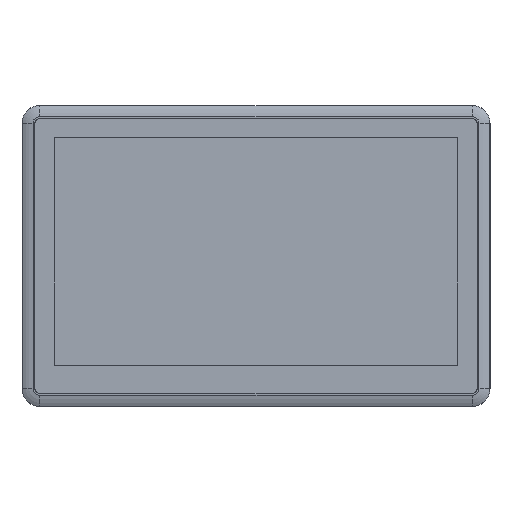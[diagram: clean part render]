
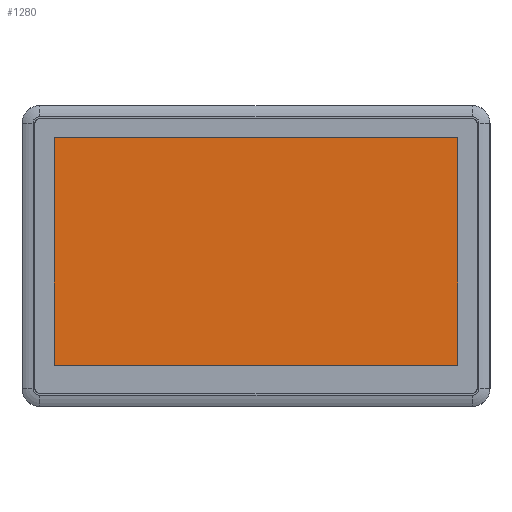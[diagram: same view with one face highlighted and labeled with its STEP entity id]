
A CAD part, top view. The second image highlights one B-rep face of the part: STEP entity #1280.
In plain terms, the highlighted planar face has unit normal (0, 0, 1).
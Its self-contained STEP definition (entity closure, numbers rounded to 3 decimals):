
#1280 = ADVANCED_FACE ( 'NONE', ( #33903 ), #11559, .T. ) ;
#1375 = EDGE_CURVE ( 'NONE', #1938, #21425, #35570, .T. ) ;
#1641 = VERTEX_POINT ( 'NONE', #3863 ) ;
#1938 = VERTEX_POINT ( 'NONE', #9049 ) ;
#3863 = CARTESIAN_POINT ( 'NONE',  ( 172.58, 101.2, 11.9 ) ) ;
#3880 = VECTOR ( 'NONE', #24269, 1000. ) ;
#8101 = AXIS2_PLACEMENT_3D ( 'NONE', #39457, #17908, #45793 ) ;
#8279 = LINE ( 'NONE', #24470, #3880 ) ;
#9049 = CARTESIAN_POINT ( 'NONE',  ( -172.58, -93.39, 11.9 ) ) ;
#11559 = PLANE ( 'NONE',  #8101 ) ;
#11617 = ORIENTED_EDGE ( 'NONE', *, *, #17685, .T. ) ;
#14025 = CARTESIAN_POINT ( 'NONE',  ( -172.58, -93.39, 11.9 ) ) ;
#15371 = CARTESIAN_POINT ( 'NONE',  ( 172.58, 101.2, 11.9 ) ) ;
#16435 = CARTESIAN_POINT ( 'NONE',  ( -172.58, 101.2, 11.9 ) ) ;
#17685 = EDGE_CURVE ( 'NONE', #21425, #1641, #20071, .T. ) ;
#17908 = DIRECTION ( 'NONE',  ( 0., 0., 1. ) ) ;
#18847 = LINE ( 'NONE', #25971, #31897 ) ;
#19850 = ORIENTED_EDGE ( 'NONE', *, *, #48834, .T. ) ;
#20071 = LINE ( 'NONE', #15371, #27006 ) ;
#20545 = CARTESIAN_POINT ( 'NONE',  ( 172.58, -93.39, 11.9 ) ) ;
#20612 = EDGE_CURVE ( 'NONE', #37574, #1938, #18847, .T. ) ;
#21425 = VERTEX_POINT ( 'NONE', #20545 ) ;
#21992 = DIRECTION ( 'NONE',  ( 0., 1., 0. ) ) ;
#24269 = DIRECTION ( 'NONE',  ( -1., 0., 0. ) ) ;
#24325 = VECTOR ( 'NONE', #41970, 1000. ) ;
#24470 = CARTESIAN_POINT ( 'NONE',  ( -172.58, 101.2, 11.9 ) ) ;
#25112 = ORIENTED_EDGE ( 'NONE', *, *, #20612, .T. ) ;
#25971 = CARTESIAN_POINT ( 'NONE',  ( -172.58, 101.2, 11.9 ) ) ;
#27006 = VECTOR ( 'NONE', #21992, 1000. ) ;
#31897 = VECTOR ( 'NONE', #42046, 1000. ) ;
#33903 = FACE_OUTER_BOUND ( 'NONE', #40015, .T. ) ;
#35570 = LINE ( 'NONE', #14025, #24325 ) ;
#37574 = VERTEX_POINT ( 'NONE', #16435 ) ;
#39457 = CARTESIAN_POINT ( 'NONE',  ( 0., 0., 11.9 ) ) ;
#40015 = EDGE_LOOP ( 'NONE', ( #11617, #19850, #25112, #46193 ) ) ;
#41970 = DIRECTION ( 'NONE',  ( 1., 0., 0. ) ) ;
#42046 = DIRECTION ( 'NONE',  ( 0., -1., 0. ) ) ;
#45793 = DIRECTION ( 'NONE',  ( 1., 0., 0. ) ) ;
#46193 = ORIENTED_EDGE ( 'NONE', *, *, #1375, .T. ) ;
#48834 = EDGE_CURVE ( 'NONE', #1641, #37574, #8279, .T. ) ;
